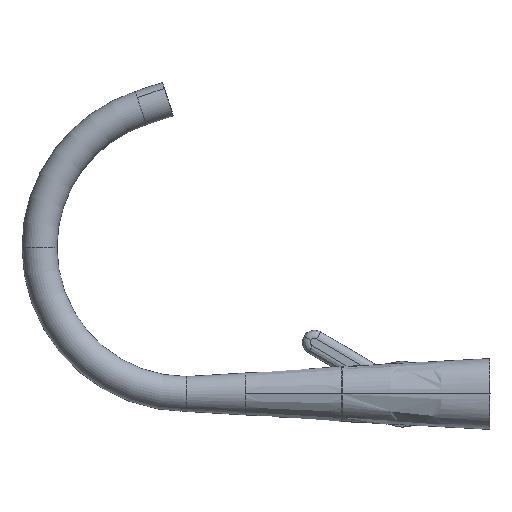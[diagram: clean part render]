
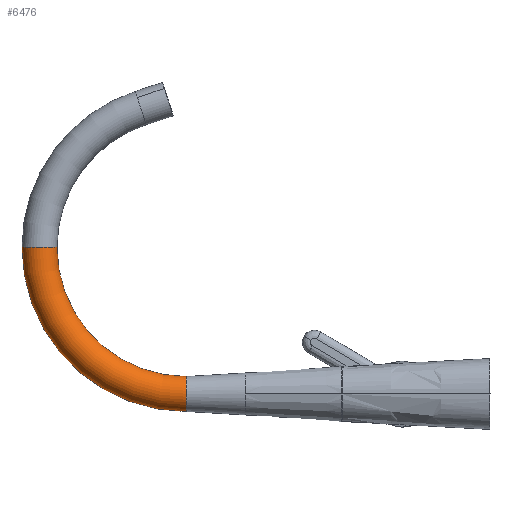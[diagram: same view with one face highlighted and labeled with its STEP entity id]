
A CAD part, left-side view. The second image highlights one B-rep face of the part: STEP entity #6476.
In plain terms, the highlighted toroidal (fillet/blend) face has major radius 108.883 mm and minor radius 13 mm.
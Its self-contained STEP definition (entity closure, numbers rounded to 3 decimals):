
#475 = CARTESIAN_POINT ( 'NONE',  ( 0., 225.749, 13. ) ) ;
#598 = ORIENTED_EDGE ( 'NONE', *, *, #15533, .F. ) ;
#641 = CARTESIAN_POINT ( 'NONE',  ( -4.582, 225.749, 12.173 ) ) ;
#786 = CARTESIAN_POINT ( 'NONE',  ( -12.833, 225.749, -2.119 ) ) ;
#1018 = CARTESIAN_POINT ( 'NONE',  ( -13., 225.749, -0.425 ) ) ;
#1095 = CARTESIAN_POINT ( 'NONE',  ( -12.896, 225.749, -1.698 ) ) ;
#2045 = DIRECTION ( 'NONE',  ( 0., 0., 1. ) ) ;
#2501 = ORIENTED_EDGE ( 'NONE', *, *, #21673, .T. ) ;
#2598 = CARTESIAN_POINT ( 'NONE',  ( -11.848, 225.749, 5.368 ) ) ;
#2672 = CARTESIAN_POINT ( 'NONE',  ( -11.848, 225.749, -5.368 ) ) ;
#2744 = CARTESIAN_POINT ( 'NONE',  ( -12.317, 225.749, 4.181 ) ) ;
#2761 = AXIS2_PLACEMENT_3D ( 'NONE', #15908, #6976, #16139 ) ;
#2900 = CARTESIAN_POINT ( 'NONE',  ( -10.319, 225.749, -7.918 ) ) ;
#2956 = TOROIDAL_SURFACE ( 'NONE', #19489, 108.883, 13. ) ;
#4066 = CARTESIAN_POINT ( 'NONE',  ( -5.368, 225.749, 11.848 ) ) ;
#4139 = CARTESIAN_POINT ( 'NONE',  ( -8.892, 225.749, 9.493 ) ) ;
#4334 = AXIS2_PLACEMENT_3D ( 'NONE', #22906, #12669, #2045 ) ;
#4361 = CARTESIAN_POINT ( 'NONE',  ( -12.173, 225.749, 4.582 ) ) ;
#4369 = CARTESIAN_POINT ( 'NONE',  ( 0., 225.749, 108.883 ) ) ;
#4437 = CIRCLE ( 'NONE', #2761, 121.883 ) ;
#4519 = CARTESIAN_POINT ( 'NONE',  ( -2.953, 225.749, -12.667 ) ) ;
#4590 = CARTESIAN_POINT ( 'NONE',  ( -12.667, 225.749, -2.953 ) ) ;
#5233 = VERTEX_POINT ( 'NONE', #17662 ) ;
#5911 = CARTESIAN_POINT ( 'NONE',  ( -9.493, 225.749, 8.892 ) ) ;
#5976 = CARTESIAN_POINT ( 'NONE',  ( -4.181, 225.749, 12.317 ) ) ;
#6052 = CARTESIAN_POINT ( 'NONE',  ( -0.851, 225.749, -12.979 ) ) ;
#6133 = CARTESIAN_POINT ( 'NONE',  ( -10.573, 225.749, -7.576 ) ) ;
#6139 = DIRECTION ( 'NONE',  ( 0., 1., 0. ) ) ;
#6274 = CARTESIAN_POINT ( 'NONE',  ( -6.503, 225.749, -11.264 ) ) ;
#6360 = CARTESIAN_POINT ( 'NONE',  ( -7.918, 225.749, -10.319 ) ) ;
#6476 = ADVANCED_FACE ( 'NONE', ( #19287 ), #2956, .T. ) ;
#6976 = DIRECTION ( 'NONE',  ( -1., 0., 0. ) ) ;
#7102 = ORIENTED_EDGE ( 'NONE', *, *, #18252, .F. ) ;
#7321 = DIRECTION ( 'NONE',  ( 0., 0., 1. ) ) ;
#7541 = CARTESIAN_POINT ( 'NONE',  ( -2.119, 225.749, 12.833 ) ) ;
#7619 = CARTESIAN_POINT ( 'NONE',  ( -3.367, 225.749, 12.564 ) ) ;
#7659 = CIRCLE ( 'NONE', #22583, 13. ) ;
#7688 = CARTESIAN_POINT ( 'NONE',  ( -10.319, 225.749, 7.918 ) ) ;
#7771 = CARTESIAN_POINT ( 'NONE',  ( -7.576, 225.749, 10.573 ) ) ;
#7778 = DIRECTION ( 'NONE',  ( -1., 0., 0. ) ) ;
#7847 = CARTESIAN_POINT ( 'NONE',  ( -12.564, 225.749, 3.367 ) ) ;
#7917 = CARTESIAN_POINT ( 'NONE',  ( -5.368, 225.749, -11.848 ) ) ;
#7995 = CARTESIAN_POINT ( 'NONE',  ( -11.045, 225.749, -6.869 ) ) ;
#8060 = ORIENTED_EDGE ( 'NONE', *, *, #10111, .F. ) ;
#8150 = CARTESIAN_POINT ( 'NONE',  ( -9.493, 225.749, -8.892 ) ) ;
#9088 = VERTEX_POINT ( 'NONE', #18420 ) ;
#9315 = CARTESIAN_POINT ( 'NONE',  ( -0.851, 225.749, 12.979 ) ) ;
#9465 = CARTESIAN_POINT ( 'NONE',  ( -10.573, 225.749, 7.576 ) ) ;
#9613 = CARTESIAN_POINT ( 'NONE',  ( -7.576, 225.749, -10.573 ) ) ;
#9772 = CARTESIAN_POINT ( 'NONE',  ( -12.896, 225.749, 1.698 ) ) ;
#9918 = CARTESIAN_POINT ( 'NONE',  ( -4.181, 225.749, -12.317 ) ) ;
#10111 = EDGE_CURVE ( 'NONE', #17022, #5233, #12615, .T. ) ;
#10909 = EDGE_LOOP ( 'NONE', ( #7102, #2501, #8060, #598 ) ) ;
#11273 = CARTESIAN_POINT ( 'NONE',  ( -11.264, 225.749, 6.503 ) ) ;
#11341 = CARTESIAN_POINT ( 'NONE',  ( -6.869, 225.749, 11.045 ) ) ;
#11430 = CARTESIAN_POINT ( 'NONE',  ( -4.582, 225.749, -12.173 ) ) ;
#11739 = CARTESIAN_POINT ( 'NONE',  ( -12.833, 225.749, 2.119 ) ) ;
#12058 = CARTESIAN_POINT ( 'NONE',  ( 0., 321.632, 108.883 ) ) ;
#12615 = B_SPLINE_CURVE_WITH_KNOTS ( 'NONE', 3,
 ( #475, #16399, #9315, #18146, #7541, #12923, #7619, #5976, #641, #4066, #18378, #16478, #11341, #7771, #14775, #20149, #4139, #5911, #18296, #7688, #9465, #21832, #11273, #13297, #2598, #4361, #2744, #7847, #22060, #11739, #9772, #15307, #13513, #1018, #16765, #1095, #786, #4590, #20451, #20232, #13381, #2672, #20380, #16993, #7995, #6133, #2900, #21997, #8150, #20538, #15222, #6360, #9613, #16691, #6274, #14997, #7917, #11430, #9918, #18514, #4519, #20307, #22295, #6052, #13220, #16833 ),
 .UNSPECIFIED., .F., .F.,
 ( 4, 2, 2, 2, 2, 2, 2, 2, 2, 2, 2, 2, 2, 2, 2, 2, 2, 2, 2, 2, 2, 2, 2, 2, 2, 2, 2, 2, 2, 2, 2, 2, 4 ),
 ( 0.5, 0.516, 0.531, 0.547, 0.562, 0.578, 0.594, 0.609, 0.625, 0.641, 0.656, 0.672, 0.687, 0.703, 0.719, 0.734, 0.75, 0.766, 0.781, 0.797, 0.812, 0.828, 0.844, 0.859, 0.875, 0.891, 0.906, 0.922, 0.938, 0.953, 0.969, 0.984, 1. ),
 .UNSPECIFIED. ) ;
#12669 = DIRECTION ( 'NONE',  ( -1., 0., 0. ) ) ;
#12923 = CARTESIAN_POINT ( 'NONE',  ( -2.953, 225.749, 12.667 ) ) ;
#13220 = CARTESIAN_POINT ( 'NONE',  ( -0.425, 225.749, -13. ) ) ;
#13297 = CARTESIAN_POINT ( 'NONE',  ( -11.666, 225.749, 5.753 ) ) ;
#13381 = CARTESIAN_POINT ( 'NONE',  ( -12.173, 225.749, -4.582 ) ) ;
#13513 = CARTESIAN_POINT ( 'NONE',  ( -13., 225.749, 0.425 ) ) ;
#14775 = CARTESIAN_POINT ( 'NONE',  ( -7.918, 225.749, 10.319 ) ) ;
#14997 = CARTESIAN_POINT ( 'NONE',  ( -5.753, 225.749, -11.666 ) ) ;
#15222 = CARTESIAN_POINT ( 'NONE',  ( -8.576, 225.749, -9.779 ) ) ;
#15307 = CARTESIAN_POINT ( 'NONE',  ( -12.979, 225.749, 0.851 ) ) ;
#15533 = EDGE_CURVE ( 'NONE', #20969, #17022, #21602, .T. ) ;
#15908 = CARTESIAN_POINT ( 'NONE',  ( 0., 225.749, 108.883 ) ) ;
#16139 = DIRECTION ( 'NONE',  ( 0., 0., 1. ) ) ;
#16195 = CARTESIAN_POINT ( 'NONE',  ( 0., 334.632, 108.883 ) ) ;
#16399 = CARTESIAN_POINT ( 'NONE',  ( -0.425, 225.749, 13. ) ) ;
#16478 = CARTESIAN_POINT ( 'NONE',  ( -6.503, 225.749, 11.264 ) ) ;
#16691 = CARTESIAN_POINT ( 'NONE',  ( -6.869, 225.749, -11.045 ) ) ;
#16765 = CARTESIAN_POINT ( 'NONE',  ( -12.979, 225.749, -0.851 ) ) ;
#16833 = CARTESIAN_POINT ( 'NONE',  ( 0., 225.749, -13. ) ) ;
#16993 = CARTESIAN_POINT ( 'NONE',  ( -11.264, 225.749, -6.503 ) ) ;
#17022 = VERTEX_POINT ( 'NONE', #19551 ) ;
#17662 = CARTESIAN_POINT ( 'NONE',  ( 0., 225.749, -13. ) ) ;
#18146 = CARTESIAN_POINT ( 'NONE',  ( -1.698, 225.749, 12.896 ) ) ;
#18252 = EDGE_CURVE ( 'NONE', #9088, #20969, #7659, .T. ) ;
#18296 = CARTESIAN_POINT ( 'NONE',  ( -9.779, 225.749, 8.576 ) ) ;
#18378 = CARTESIAN_POINT ( 'NONE',  ( -5.753, 225.749, 11.666 ) ) ;
#18420 = CARTESIAN_POINT ( 'NONE',  ( 0., 347.632, 108.883 ) ) ;
#18514 = CARTESIAN_POINT ( 'NONE',  ( -3.367, 225.749, -12.564 ) ) ;
#19287 = FACE_OUTER_BOUND ( 'NONE', #10909, .T. ) ;
#19489 = AXIS2_PLACEMENT_3D ( 'NONE', #4369, #7778, #6139 ) ;
#19551 = CARTESIAN_POINT ( 'NONE',  ( 0., 225.749, 13. ) ) ;
#20149 = CARTESIAN_POINT ( 'NONE',  ( -8.576, 225.749, 9.779 ) ) ;
#20232 = CARTESIAN_POINT ( 'NONE',  ( -12.317, 225.749, -4.181 ) ) ;
#20307 = CARTESIAN_POINT ( 'NONE',  ( -2.119, 225.749, -12.833 ) ) ;
#20380 = CARTESIAN_POINT ( 'NONE',  ( -11.666, 225.749, -5.753 ) ) ;
#20451 = CARTESIAN_POINT ( 'NONE',  ( -12.564, 225.749, -3.367 ) ) ;
#20538 = CARTESIAN_POINT ( 'NONE',  ( -8.892, 225.749, -9.493 ) ) ;
#20969 = VERTEX_POINT ( 'NONE', #12058 ) ;
#21336 = DIRECTION ( 'NONE',  ( 1., 0., 0. ) ) ;
#21602 = CIRCLE ( 'NONE', #4334, 95.883 ) ;
#21673 = EDGE_CURVE ( 'NONE', #9088, #5233, #4437, .T. ) ;
#21832 = CARTESIAN_POINT ( 'NONE',  ( -11.045, 225.749, 6.869 ) ) ;
#21997 = CARTESIAN_POINT ( 'NONE',  ( -9.779, 225.749, -8.576 ) ) ;
#22060 = CARTESIAN_POINT ( 'NONE',  ( -12.667, 225.749, 2.953 ) ) ;
#22295 = CARTESIAN_POINT ( 'NONE',  ( -1.698, 225.749, -12.896 ) ) ;
#22583 = AXIS2_PLACEMENT_3D ( 'NONE', #16195, #7321, #21336 ) ;
#22906 = CARTESIAN_POINT ( 'NONE',  ( 0., 225.749, 108.883 ) ) ;
